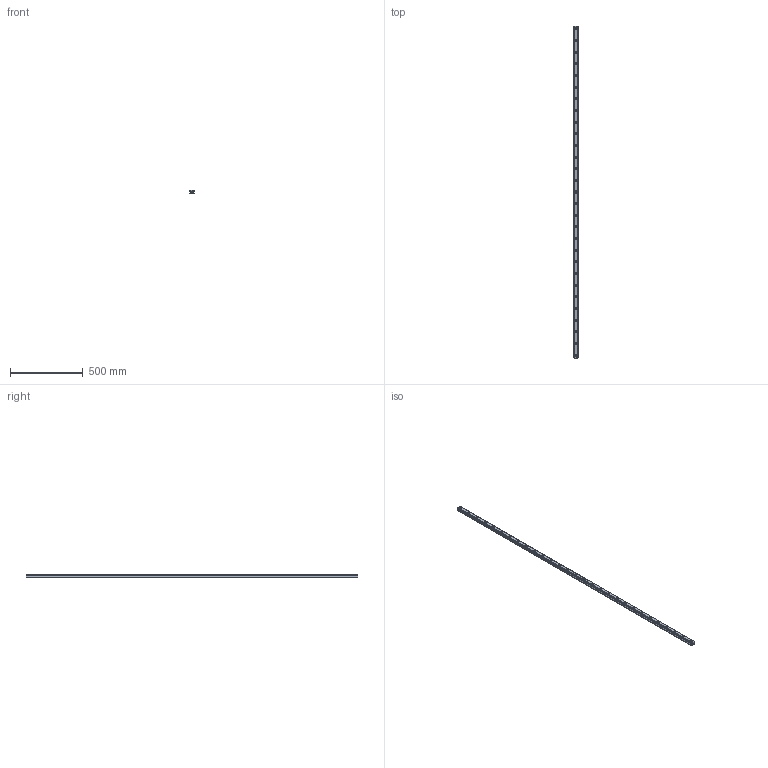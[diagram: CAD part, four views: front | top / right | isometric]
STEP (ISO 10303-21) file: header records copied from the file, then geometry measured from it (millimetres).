
FILE_DESCRIPTION(('STEP AP214'),'1');
FILE_NAME('cctmp_4061D296-AF3D-4A6F-BE2B-99F88D2D78AA_2020_6_24_9_32_24_752..stp','2020-06-24T07:32:24',('HIWIN GmbH'),('CADClick - www.CADClick.com'),'Spatial InterOp 3D',' ','unknown authorization');
FILE_SCHEMA(('AUTOMOTIVE_DESIGN'));
Length unit declared in the file: millimetre
Products named in the file (1): HGR30R2280H_FILE
Bounding box: 28 x 2280 x 26 mm (x, y, z)
Volume: 1325277.5 mm3; surface area: 283320.4 mm2
Topology: 1 solids, 1 shells, 376 faces, 849 edges, 566 vertices
Faces by surface type: cylinder 196, plane 180
Entity records: 13697 total; most frequent: DIRECTION 1995, CARTESIAN_POINT 1792, ORIENTED_EDGE 1698, EDGE_CURVE 849, AXIS2_PLACEMENT_3D 769, VERTEX_POINT 566, EDGE_LOOP 467, LINE 457
